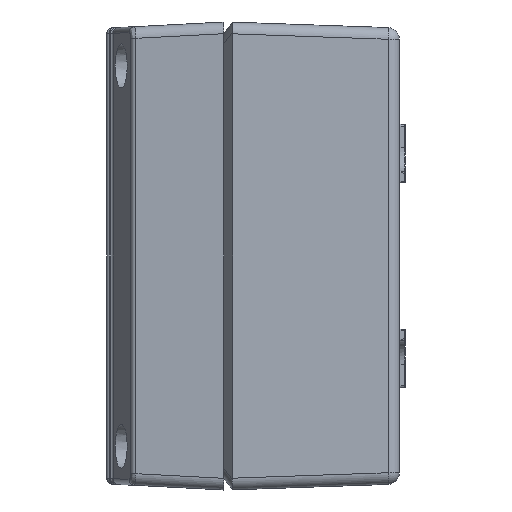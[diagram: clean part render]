
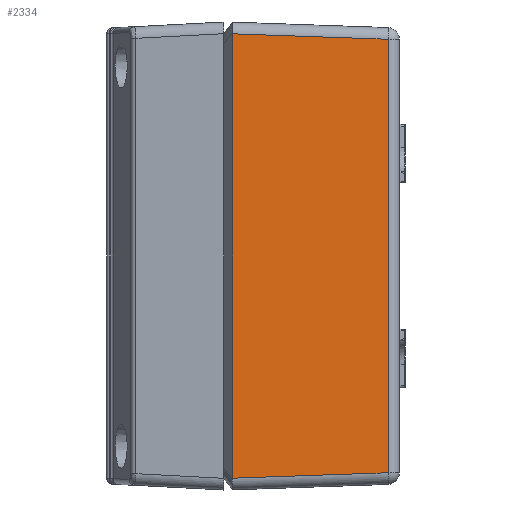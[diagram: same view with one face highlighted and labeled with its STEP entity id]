
A CAD part, left-side view. The second image highlights one B-rep face of the part: STEP entity #2334.
In plain terms, the highlighted planar face has unit normal (-0.999, -0.035, 0).
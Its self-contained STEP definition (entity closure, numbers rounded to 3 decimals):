
#451 = DIRECTION ( 'NONE',  ( -0.999, -0.035, 0. ) ) ;
#844 = EDGE_CURVE ( 'NONE', #14703, #15229, #13757, .T. ) ;
#1065 = VECTOR ( 'NONE', #24330, 1000. ) ;
#1768 = AXIS2_PLACEMENT_3D ( 'NONE', #9468, #451, #16348 ) ;
#2334 = ADVANCED_FACE ( 'NONE', ( #13733 ), #18537, .T. ) ;
#4453 = EDGE_CURVE ( 'NONE', #25510, #25361, #17874, .T. ) ;
#8865 = CARTESIAN_POINT ( 'NONE',  ( -59.05, -30.07, 38.983 ) ) ;
#9258 = LINE ( 'NONE', #13756, #26887 ) ;
#9330 = ORIENTED_EDGE ( 'NONE', *, *, #4453, .T. ) ;
#9468 = CARTESIAN_POINT ( 'NONE',  ( -60.1, 0., -40.1 ) ) ;
#9951 = EDGE_LOOP ( 'NONE', ( #9330, #24951, #14625, #13116 ) ) ;
#11191 = DIRECTION ( 'NONE',  ( 0., 0., 1. ) ) ;
#12568 = VECTOR ( 'NONE', #11191, 1000. ) ;
#13116 = ORIENTED_EDGE ( 'NONE', *, *, #14560, .T. ) ;
#13663 = CARTESIAN_POINT ( 'NONE',  ( -59.978, -3.499, 37.979 ) ) ;
#13733 = FACE_OUTER_BOUND ( 'NONE', #9951, .T. ) ;
#13756 = CARTESIAN_POINT ( 'NONE',  ( -60.005, -2.724, 38.006 ) ) ;
#13757 = LINE ( 'NONE', #16132, #25286 ) ;
#14560 = EDGE_CURVE ( 'NONE', #15229, #25510, #24701, .T. ) ;
#14625 = ORIENTED_EDGE ( 'NONE', *, *, #844, .T. ) ;
#14703 = VERTEX_POINT ( 'NONE', #13663 ) ;
#15229 = VERTEX_POINT ( 'NONE', #16026 ) ;
#15865 = DIRECTION ( 'NONE',  ( 0., 0., -1. ) ) ;
#16026 = CARTESIAN_POINT ( 'NONE',  ( -59.978, -3.499, -37.979 ) ) ;
#16132 = CARTESIAN_POINT ( 'NONE',  ( -59.978, -3.499, -40.03 ) ) ;
#16348 = DIRECTION ( 'NONE',  ( 0.035, -0.999, 0. ) ) ;
#17125 = CARTESIAN_POINT ( 'NONE',  ( -59.05, -30.07, 37.051 ) ) ;
#17874 = LINE ( 'NONE', #8865, #12568 ) ;
#18537 = PLANE ( 'NONE',  #1768 ) ;
#20039 = CARTESIAN_POINT ( 'NONE',  ( -59.05, -30.07, -37.051 ) ) ;
#22857 = EDGE_CURVE ( 'NONE', #25361, #14703, #9258, .T. ) ;
#22996 = DIRECTION ( 'NONE',  ( -0.035, 0.999, 0.035 ) ) ;
#24330 = DIRECTION ( 'NONE',  ( 0.035, -0.999, 0.035 ) ) ;
#24701 = LINE ( 'NONE', #28868, #1065 ) ;
#24951 = ORIENTED_EDGE ( 'NONE', *, *, #22857, .T. ) ;
#25286 = VECTOR ( 'NONE', #15865, 1000. ) ;
#25361 = VERTEX_POINT ( 'NONE', #17125 ) ;
#25510 = VERTEX_POINT ( 'NONE', #20039 ) ;
#26887 = VECTOR ( 'NONE', #22996, 1000. ) ;
#28868 = CARTESIAN_POINT ( 'NONE',  ( -60.102, 0.07, -38.104 ) ) ;
